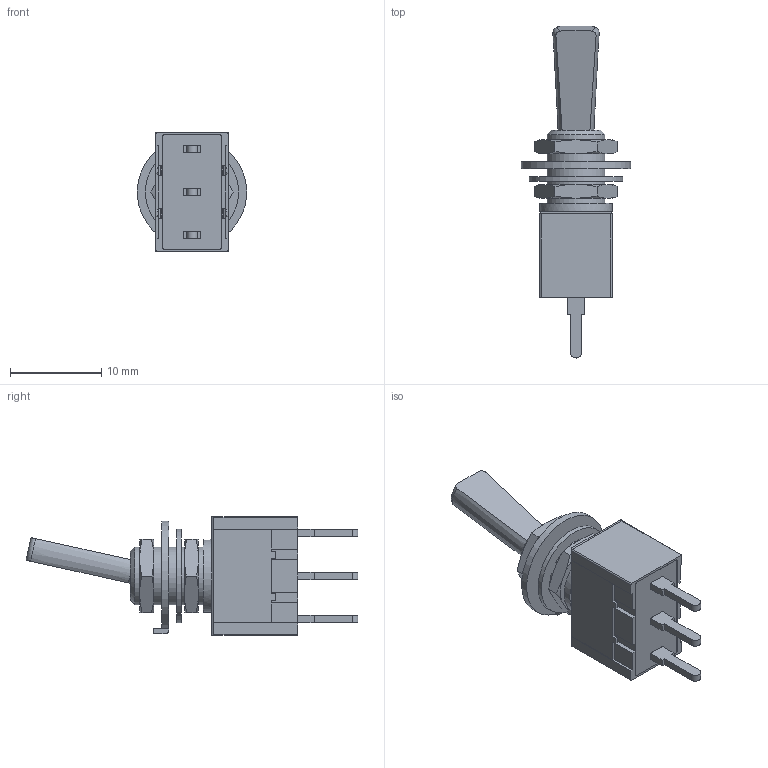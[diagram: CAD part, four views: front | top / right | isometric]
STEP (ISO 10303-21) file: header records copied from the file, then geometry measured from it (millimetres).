
FILE_DESCRIPTION(/* description */ ('Bushing Mount Miniature Toggles - Switch - Series M - Miniature Toggles'),/* implementation_level */ '2;1');
FILE_NAME(/* name */ 'ELEC_Toggle_M2015ES1W03.iam.step',/* time_stamp */ '2015-01-02T19:32:27-08:00',/* author */ ('Cadenas PARTsolutions'),/* organization */ (''),/* preprocessor_version */ 'ST-DEVELOPER v15.6',/* originating_system */ 'Autodesk Inventor 2015',/* authorisation */ '');
FILE_SCHEMA (('AUTOMOTIVE_DESIGN { 1 0 10303 214 3 1 1 }'));
Length unit declared in the file: inch
Products named in the file (8): M20151ES1W03_switch; M201S1M201_bushing; AT513H; AT507H; AT509; M201503_terminals; M20E_toggles; ELEC_Toggle_M2015ES1W03
Assembly tree (8 placements, depth 2):
  ELEC_Toggle_M2015ES1W03
    M20151ES1W03_switch
    M201S1M201_bushing
    AT513H  x2
    AT507H
    AT509
    M201503_terminals
    M20E_toggles
Bounding box: 11.95 x 36.35 x 13 mm (x, y, z)
Volume: 1448.9 mm3; surface area: 2412.8 mm2
Topology: 8 solids, 8 shells, 258 faces, 682 edges, 447 vertices
Faces by surface type: plane 172, cylinder 55, cone 29, torus 2
Full cylindrical faces by diameter (mm): 2.54 x1, 4.445 x1, 5.359 x2, 10.211 x1
Entity records: 7491 total; most frequent: CARTESIAN_POINT 1382, ORIENTED_EDGE 1244, DIRECTION 1225, EDGE_CURVE 622, LINE 455, VECTOR 455, VERTEX_POINT 412, AXIS2_PLACEMENT_3D 385
